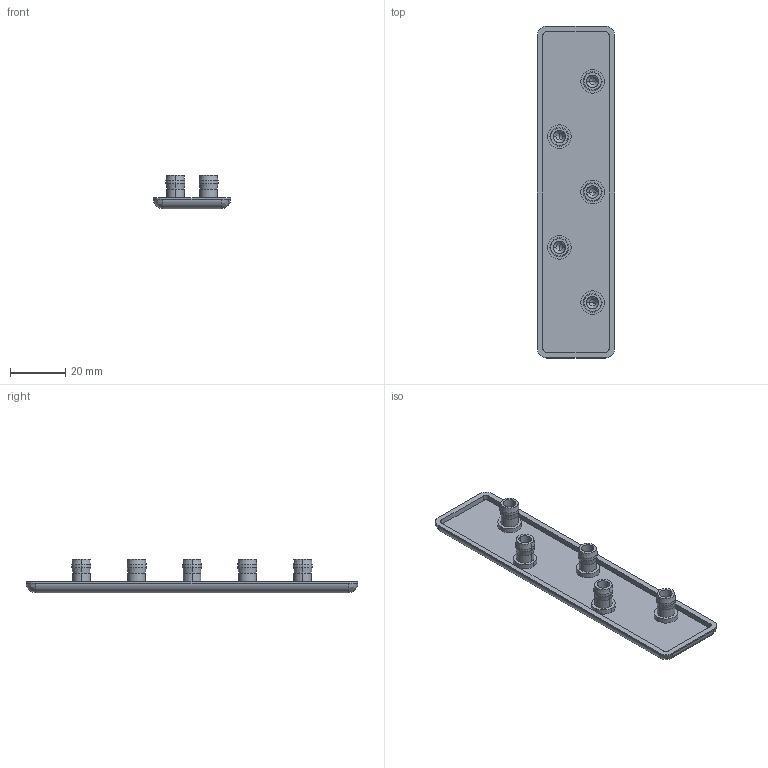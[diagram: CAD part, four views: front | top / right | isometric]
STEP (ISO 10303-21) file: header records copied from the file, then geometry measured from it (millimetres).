
FILE_DESCRIPTION (( 'STEP AP214' ), '1' );
FILE_NAME ('SZ0042S Profile Cap 28x120.STEP', '2021-10-21T11:54:31', ( '' ), ( '' ), 'SwSTEP 2.0', 'SolidWorks 2021', '' );
FILE_SCHEMA (( 'AUTOMOTIVE_DESIGN' ));
Length unit declared in the file: millimetre
Products named in the file (1): SZ0042S Profile Cap 28x120
Bounding box: 28 x 120 x 12.1 mm (x, y, z)
Volume: 8322.7 mm3; surface area: 9626.7 mm2
Topology: 1 solids, 1 shells, 118 faces, 265 edges, 152 vertices
Faces by surface type: cylinder 52, cone 30, plane 21, bspline 15
Entity records: 4177 total; most frequent: CARTESIAN_POINT 1632, DIRECTION 530, ORIENTED_EDGE 504, EDGE_CURVE 252, AXIS2_PLACEMENT_3D 212, VERTEX_POINT 152, EDGE_LOOP 134, ADVANCED_FACE 118
